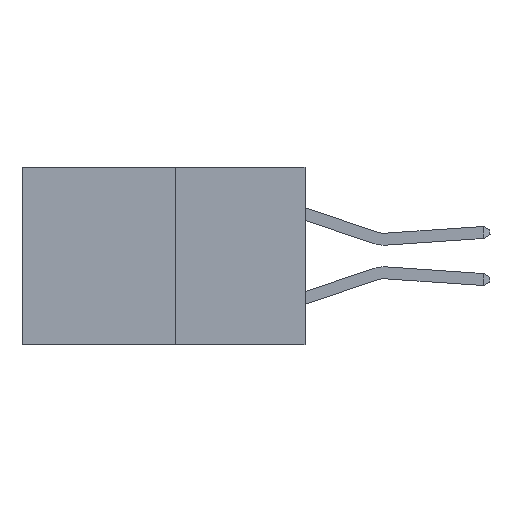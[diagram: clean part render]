
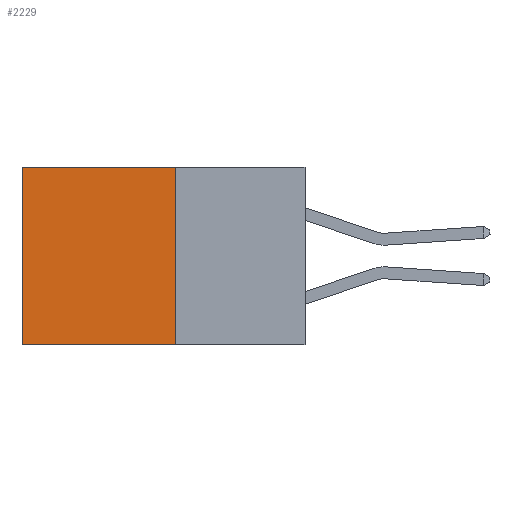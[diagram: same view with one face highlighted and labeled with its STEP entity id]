
A CAD part, left-side view. The second image highlights one B-rep face of the part: STEP entity #2229.
In plain terms, the highlighted planar face has unit normal (-1, 0, 0).
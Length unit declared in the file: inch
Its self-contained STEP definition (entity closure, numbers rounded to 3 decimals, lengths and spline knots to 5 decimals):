
#234 = VECTOR ( 'NONE', #5012, 39.37008 ) ;
#1102 = VECTOR ( 'NONE', #5658, 39.37008 ) ;
#1724 = CARTESIAN_POINT ( 'NONE',  ( 0.277, 0.59, 0. ) ) ;
#2229 = ADVANCED_FACE ( 'NONE', ( #2459 ), #16743, .F. ) ;
#2459 = FACE_OUTER_BOUND ( 'NONE', #24234, .T. ) ;
#2847 = CARTESIAN_POINT ( 'NONE',  ( 0.277, 0.27, 0. ) ) ;
#5012 = DIRECTION ( 'NONE',  ( 0., 1., 0. ) ) ;
#5047 = CARTESIAN_POINT ( 'NONE',  ( 0.277, 0.27, -0.37 ) ) ;
#5171 = VERTEX_POINT ( 'NONE', #25562 ) ;
#5658 = DIRECTION ( 'NONE',  ( 0., 0., -1. ) ) ;
#6136 = EDGE_CURVE ( 'NONE', #23916, #15938, #25825, .T. ) ;
#8021 = ORIENTED_EDGE ( 'NONE', *, *, #6136, .F. ) ;
#9129 = VECTOR ( 'NONE', #17751, 39.37008 ) ;
#9254 = VECTOR ( 'NONE', #11260, 39.37008 ) ;
#9348 = EDGE_CURVE ( 'NONE', #5171, #23916, #25080, .T. ) ;
#9546 = CARTESIAN_POINT ( 'NONE',  ( 0.277, 0.59, -0.37 ) ) ;
#9896 = ORIENTED_EDGE ( 'NONE', *, *, #9348, .F. ) ;
#11100 = CARTESIAN_POINT ( 'NONE',  ( 0.277, 0.27, -0.37 ) ) ;
#11260 = DIRECTION ( 'NONE',  ( 0., 1., 0. ) ) ;
#14701 = VERTEX_POINT ( 'NONE', #1724 ) ;
#15677 = CARTESIAN_POINT ( 'NONE',  ( 0.277, 0.27, -0.37 ) ) ;
#15938 = VERTEX_POINT ( 'NONE', #9546 ) ;
#16298 = AXIS2_PLACEMENT_3D ( 'NONE', #16772, #16684, #16586 ) ;
#16578 = EDGE_CURVE ( 'NONE', #14701, #15938, #22782, .T. ) ;
#16586 = DIRECTION ( 'NONE',  ( 0., 0., -1. ) ) ;
#16684 = DIRECTION ( 'NONE',  ( 1., 0., 0. ) ) ;
#16743 = PLANE ( 'NONE',  #16298 ) ;
#16772 = CARTESIAN_POINT ( 'NONE',  ( 0.277, 0.27, -0.37 ) ) ;
#17050 = LINE ( 'NONE', #2847, #234 ) ;
#17751 = DIRECTION ( 'NONE',  ( 0., 0., -1. ) ) ;
#19333 = ORIENTED_EDGE ( 'NONE', *, *, #21326, .T. ) ;
#21326 = EDGE_CURVE ( 'NONE', #5171, #14701, #17050, .T. ) ;
#21464 = ORIENTED_EDGE ( 'NONE', *, *, #16578, .T. ) ;
#22782 = LINE ( 'NONE', #24460, #1102 ) ;
#23916 = VERTEX_POINT ( 'NONE', #5047 ) ;
#24234 = EDGE_LOOP ( 'NONE', ( #21464, #8021, #9896, #19333 ) ) ;
#24460 = CARTESIAN_POINT ( 'NONE',  ( 0.277, 0.59, -0.37 ) ) ;
#25080 = LINE ( 'NONE', #15677, #9129 ) ;
#25562 = CARTESIAN_POINT ( 'NONE',  ( 0.277, 0.27, 0. ) ) ;
#25825 = LINE ( 'NONE', #11100, #9254 ) ;
